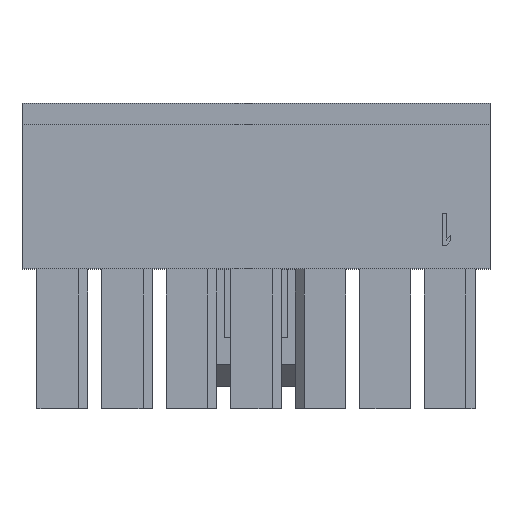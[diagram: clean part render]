
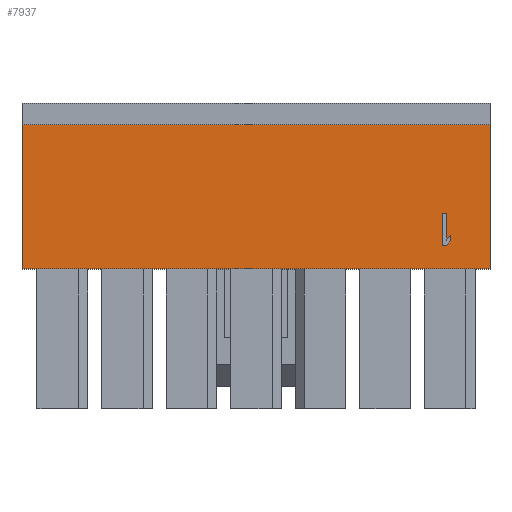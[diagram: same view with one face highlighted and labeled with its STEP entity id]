
A CAD part, top view. The second image highlights one B-rep face of the part: STEP entity #7937.
In plain terms, the highlighted planar face has unit normal (0, 0, 1).
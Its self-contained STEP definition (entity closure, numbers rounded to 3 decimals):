
#353=DIRECTION('',(0.,1.,0.));
#354=VECTOR('',#353,6.7);
#355=CARTESIAN_POINT('',(10.873,10.,6.85));
#356=LINE('',#355,#354);
#605=DIRECTION('',(1.,0.,0.));
#606=VECTOR('',#605,21.748);
#607=CARTESIAN_POINT('',(-10.875,16.7,6.85));
#608=LINE('',#607,#606);
#609=DIRECTION('',(0.,1.,0.));
#610=VECTOR('',#609,6.7);
#611=CARTESIAN_POINT('',(-10.875,10.,6.85));
#612=LINE('',#611,#610);
#613=DIRECTION('',(0.,-1.,0.));
#614=VECTOR('',#613,1.5);
#615=CARTESIAN_POINT('',(8.676,12.581,6.85));
#616=LINE('',#615,#614);
#617=DIRECTION('',(1.,0.,0.));
#618=VECTOR('',#617,0.188);
#619=CARTESIAN_POINT('',(8.676,11.081,6.85));
#620=LINE('',#619,#618);
#621=DIRECTION('',(0.643,0.766,0.));
#622=VECTOR('',#621,0.292);
#623=CARTESIAN_POINT('',(8.863,11.081,6.85));
#624=LINE('',#623,#622);
#625=DIRECTION('',(0.,1.,0.));
#626=VECTOR('',#625,0.255);
#627=CARTESIAN_POINT('',(9.051,11.304,6.85));
#628=LINE('',#627,#626);
#629=DIRECTION('',(-0.643,-0.766,0.));
#630=VECTOR('',#629,0.292);
#631=CARTESIAN_POINT('',(9.051,11.56,6.85));
#632=LINE('',#631,#630);
#633=DIRECTION('',(0.,1.,0.));
#634=VECTOR('',#633,1.245);
#635=CARTESIAN_POINT('',(8.863,11.336,6.85));
#636=LINE('',#635,#634);
#637=DIRECTION('',(-1.,0.,0.));
#638=VECTOR('',#637,0.188);
#639=CARTESIAN_POINT('',(8.863,12.581,6.85));
#640=LINE('',#639,#638);
#673=DIRECTION('',(1.,0.,0.));
#674=VECTOR('',#673,21.748);
#675=CARTESIAN_POINT('',(-10.875,10.,6.85));
#676=LINE('',#675,#674);
#5809=CARTESIAN_POINT('',(10.873,10.,6.85));
#5810=CARTESIAN_POINT('',(10.873,16.7,6.85));
#5811=VERTEX_POINT('',#5809);
#5812=VERTEX_POINT('',#5810);
#5927=CARTESIAN_POINT('',(-10.875,16.7,6.85));
#5928=VERTEX_POINT('',#5927);
#5929=CARTESIAN_POINT('',(-10.875,10.,6.85));
#5930=VERTEX_POINT('',#5929);
#5931=CARTESIAN_POINT('',(8.676,12.581,6.85));
#5932=CARTESIAN_POINT('',(8.676,11.081,6.85));
#5933=VERTEX_POINT('',#5931);
#5934=VERTEX_POINT('',#5932);
#5935=CARTESIAN_POINT('',(8.863,11.081,6.85));
#5936=VERTEX_POINT('',#5935);
#5937=CARTESIAN_POINT('',(9.051,11.304,6.85));
#5938=VERTEX_POINT('',#5937);
#5939=CARTESIAN_POINT('',(9.051,11.56,6.85));
#5940=VERTEX_POINT('',#5939);
#5941=CARTESIAN_POINT('',(8.863,11.336,6.85));
#5942=VERTEX_POINT('',#5941);
#5943=CARTESIAN_POINT('',(8.863,12.581,6.85));
#5944=VERTEX_POINT('',#5943);
#7907=CARTESIAN_POINT('',(-10.875,10.,6.85));
#7908=DIRECTION('',(0.,0.,1.));
#7909=DIRECTION('',(1.,0.,0.));
#7910=AXIS2_PLACEMENT_3D('',#7907,#7908,#7909);
#7911=PLANE('',#7910);
#7913=ORIENTED_EDGE('',*,*,#7912,.T.);
#7914=ORIENTED_EDGE('',*,*,#7770,.F.);
#7916=ORIENTED_EDGE('',*,*,#7915,.F.);
#7918=ORIENTED_EDGE('',*,*,#7917,.T.);
#7919=EDGE_LOOP('',(#7913,#7914,#7916,#7918));
#7920=FACE_OUTER_BOUND('',#7919,.F.);
#7922=ORIENTED_EDGE('',*,*,#7921,.T.);
#7924=ORIENTED_EDGE('',*,*,#7923,.T.);
#7926=ORIENTED_EDGE('',*,*,#7925,.T.);
#7928=ORIENTED_EDGE('',*,*,#7927,.T.);
#7930=ORIENTED_EDGE('',*,*,#7929,.T.);
#7932=ORIENTED_EDGE('',*,*,#7931,.T.);
#7934=ORIENTED_EDGE('',*,*,#7933,.T.);
#7935=EDGE_LOOP('',(#7922,#7924,#7926,#7928,#7930,#7932,#7934));
#7936=FACE_BOUND('',#7935,.F.);
#7770=EDGE_CURVE('',#5811,#5812,#356,.T.);
#7912=EDGE_CURVE('',#5928,#5812,#608,.T.);
#7915=EDGE_CURVE('',#5930,#5811,#676,.T.);
#7917=EDGE_CURVE('',#5930,#5928,#612,.T.);
#7921=EDGE_CURVE('',#5933,#5934,#616,.T.);
#7923=EDGE_CURVE('',#5934,#5936,#620,.T.);
#7925=EDGE_CURVE('',#5936,#5938,#624,.T.);
#7927=EDGE_CURVE('',#5938,#5940,#628,.T.);
#7929=EDGE_CURVE('',#5940,#5942,#632,.T.);
#7931=EDGE_CURVE('',#5942,#5944,#636,.T.);
#7933=EDGE_CURVE('',#5944,#5933,#640,.T.);
#7937=ADVANCED_FACE('',(#7920,#7936),#7911,.T.);
